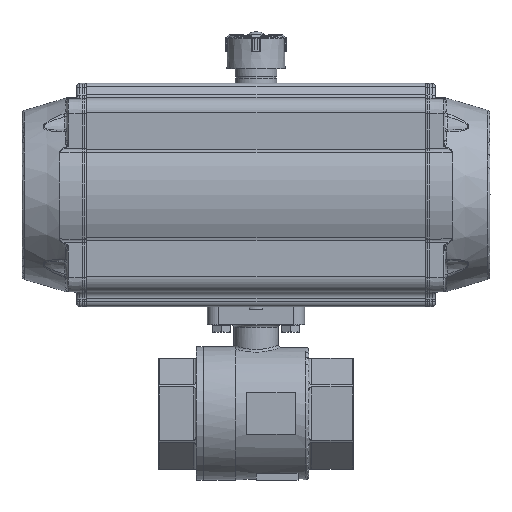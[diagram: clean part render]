
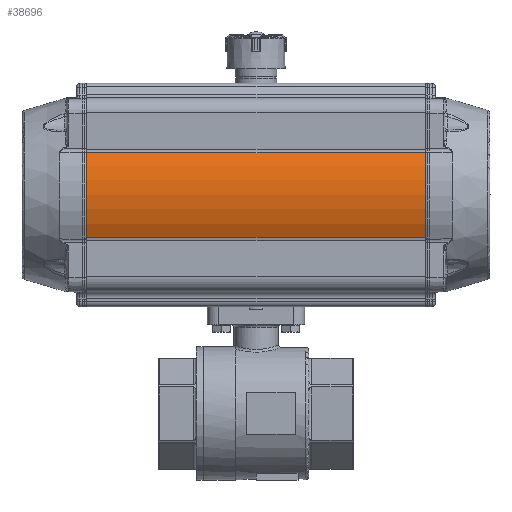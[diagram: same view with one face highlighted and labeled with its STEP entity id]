
A CAD part, left-side view. The second image highlights one B-rep face of the part: STEP entity #38696.
In plain terms, the highlighted cylindrical face has radius 68.7 mm (diameter 137.4 mm), a partial arc.
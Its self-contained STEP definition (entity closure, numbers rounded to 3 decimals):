
#4078=CIRCLE('',#41345,68.7);
#4079=CIRCLE('',#41346,68.7);
#6488=ORIENTED_EDGE('',*,*,#17739,.F.);
#6489=ORIENTED_EDGE('',*,*,#17736,.T.);
#6490=ORIENTED_EDGE('',*,*,#17740,.T.);
#6491=ORIENTED_EDGE('',*,*,#17741,.T.);
#17736=EDGE_CURVE('',#23426,#23427,#27129,.T.);
#17739=EDGE_CURVE('',#23426,#23428,#4078,.T.);
#17740=EDGE_CURVE('',#23427,#23429,#4079,.T.);
#17741=EDGE_CURVE('',#23429,#23428,#27130,.T.);
#23426=VERTEX_POINT('',#55382);
#23427=VERTEX_POINT('',#55383);
#23428=VERTEX_POINT('',#55388);
#23429=VERTEX_POINT('',#55390);
#27129=LINE('',#55381,#29219);
#27130=LINE('',#55391,#29220);
#29219=VECTOR('',#45620,1000.);
#29220=VECTOR('',#45631,1000.);
#31295=EDGE_LOOP('',(#6488,#6489,#6490,#6491));
#34187=FACE_BOUND('',#31295,.T.);
#36912=CYLINDRICAL_SURFACE('',#41344,68.7);
#38696=ADVANCED_FACE('',(#34187),#36912,.T.);
#41344=AXIS2_PLACEMENT_3D('',#55386,#45625,#45626);
#41345=AXIS2_PLACEMENT_3D('',#55387,#45627,#45628);
#41346=AXIS2_PLACEMENT_3D('',#55389,#45629,#45630);
#45620=DIRECTION('',(0.,0.,-1.));
#45625=DIRECTION('',(0.,0.,1.));
#45626=DIRECTION('',(1.,0.,0.));
#45627=DIRECTION('',(0.,0.,1.));
#45628=DIRECTION('',(1.,0.,0.));
#45629=DIRECTION('',(0.,0.,1.));
#45630=DIRECTION('',(1.,0.,0.));
#45631=DIRECTION('',(0.,0.,1.));
#55381=CARTESIAN_POINT('',(-61.618,30.379,0.));
#55382=CARTESIAN_POINT('',(-61.618,30.379,244.));
#55383=CARTESIAN_POINT('',(-61.618,30.379,0.));
#55386=CARTESIAN_POINT('',(0.,0.,0.));
#55387=CARTESIAN_POINT('',(0.,0.,244.));
#55388=CARTESIAN_POINT('',(-61.618,-30.379,244.));
#55389=CARTESIAN_POINT('',(0.,0.,0.));
#55390=CARTESIAN_POINT('',(-61.618,-30.379,0.));
#55391=CARTESIAN_POINT('',(-61.618,-30.379,0.));
